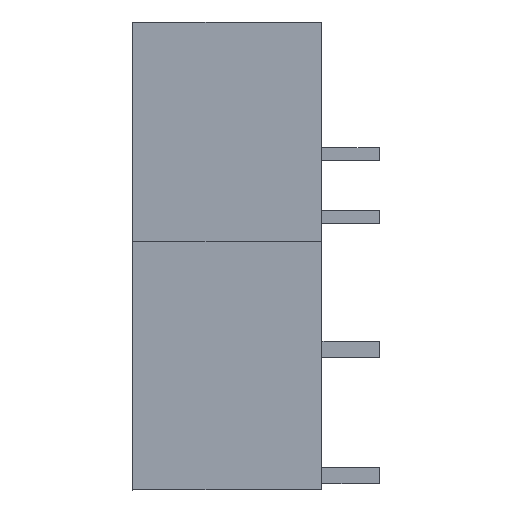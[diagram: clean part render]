
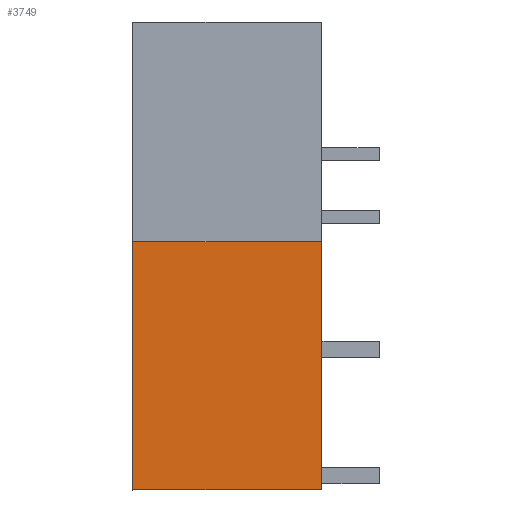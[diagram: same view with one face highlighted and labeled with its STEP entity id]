
A CAD part, left-side view. The second image highlights one B-rep face of the part: STEP entity #3749.
In plain terms, the highlighted planar face has unit normal (-1, 0, 0).
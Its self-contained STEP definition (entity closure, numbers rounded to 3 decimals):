
#3736=AXIS2_PLACEMENT_3D('Plane Axis2P3D',#3733,#3734,#3735) ;
#361=CARTESIAN_POINT('Vertex',(8.59,3.5,15.)) ;
#364=CARTESIAN_POINT('Line Origine',(8.59,3.5,7.5)) ;
#368=CARTESIAN_POINT('Vertex',(8.59,3.5,0.)) ;
#1510=CARTESIAN_POINT('Vertex',(8.59,14.9,0.)) ;
#1513=CARTESIAN_POINT('Line Origine',(8.59,14.9,7.5)) ;
#1517=CARTESIAN_POINT('Vertex',(8.59,14.9,15.)) ;
#3689=CARTESIAN_POINT('Line Origine',(8.59,9.2,15.)) ;
#3733=CARTESIAN_POINT('Axis2P3D Location',(8.59,3.6,12.5)) ;
#3738=CARTESIAN_POINT('Line Origine',(8.59,9.2,0.)) ;
#365=DIRECTION('Vector Direction',(0.,0.,-1.)) ;
#1514=DIRECTION('Vector Direction',(0.,0.,-1.)) ;
#3690=DIRECTION('Vector Direction',(0.,1.,0.)) ;
#3734=DIRECTION('Axis2P3D Direction',(1.,0.,0.)) ;
#3735=DIRECTION('Axis2P3D XDirection',(0.,1.,0.)) ;
#3739=DIRECTION('Vector Direction',(0.,1.,0.)) ;
#366=VECTOR('Line Direction',#365,1.) ;
#1515=VECTOR('Line Direction',#1514,1.) ;
#3691=VECTOR('Line Direction',#3690,1.) ;
#3740=VECTOR('Line Direction',#3739,1.) ;
#3744=ORIENTED_EDGE('',*,*,#3742,.F.) ;
#3745=ORIENTED_EDGE('',*,*,#370,.F.) ;
#3746=ORIENTED_EDGE('',*,*,#3693,.T.) ;
#3747=ORIENTED_EDGE('',*,*,#1519,.T.) ;
#3749=ADVANCED_FACE('HOUSING',(#3748),#3737,.F.) ;
#370=EDGE_CURVE('',#362,#369,#367,.T.) ;
#1519=EDGE_CURVE('',#1518,#1511,#1516,.T.) ;
#3693=EDGE_CURVE('',#362,#1518,#3692,.T.) ;
#3742=EDGE_CURVE('',#369,#1511,#3741,.T.) ;
#3743=EDGE_LOOP('',(#3744,#3745,#3746,#3747)) ;
#3748=FACE_OUTER_BOUND('',#3743,.T.) ;
#367=LINE('Line',#364,#366) ;
#1516=LINE('Line',#1513,#1515) ;
#3692=LINE('Line',#3689,#3691) ;
#3741=LINE('Line',#3738,#3740) ;
#3737=PLANE('',#3736) ;
#362=VERTEX_POINT('',#361) ;
#369=VERTEX_POINT('',#368) ;
#1511=VERTEX_POINT('',#1510) ;
#1518=VERTEX_POINT('',#1517) ;
